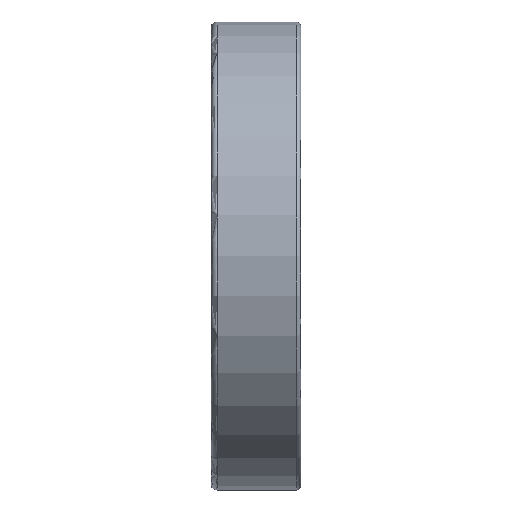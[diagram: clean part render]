
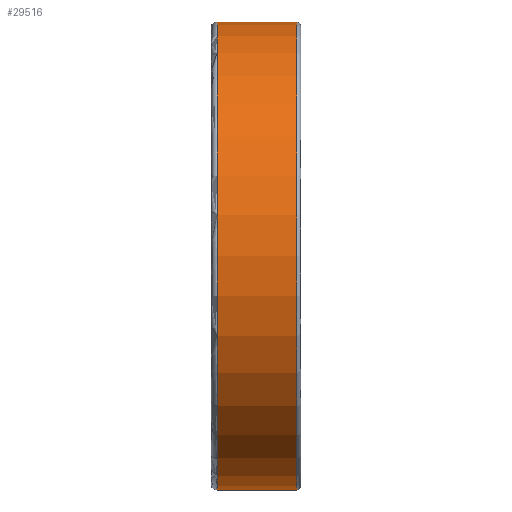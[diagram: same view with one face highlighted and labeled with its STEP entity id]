
A CAD part, top view. The second image highlights one B-rep face of the part: STEP entity #29516.
In plain terms, the highlighted cylindrical face has radius 60 mm (diameter 120 mm), a partial arc.
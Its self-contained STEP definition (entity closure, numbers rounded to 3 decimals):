
#19829=DIRECTION('',(-1.,0.,0.));
#19830=VECTOR('',#19829,20.4);
#19831=CARTESIAN_POINT('',(10.4,60.,0.));
#19832=LINE('',#19831,#19830);
#19836=DIRECTION('',(-1.,0.,0.));
#19837=VECTOR('',#19836,20.4);
#19838=CARTESIAN_POINT('',(10.4,-60.,0.));
#19839=LINE('',#19838,#19837);
#19851=CARTESIAN_POINT('',(10.4,0.,0.));
#19852=DIRECTION('',(1.,0.,0.));
#19853=DIRECTION('',(0.,1.,0.));
#19854=AXIS2_PLACEMENT_3D('',#19851,#19852,#19853);
#19859=CARTESIAN_POINT('',(-10.,0.,0.));
#19860=DIRECTION('',(1.,0.,0.));
#19861=DIRECTION('',(0.,1.,0.));
#19862=AXIS2_PLACEMENT_3D('',#19859,#19860,#19861);
#26600=CARTESIAN_POINT('',(10.4,60.,0.));
#26601=CARTESIAN_POINT('',(-10.,60.,0.));
#26602=VERTEX_POINT('',#26600);
#26603=VERTEX_POINT('',#26601);
#26612=CARTESIAN_POINT('',(10.4,-60.,0.));
#26613=CARTESIAN_POINT('',(-10.,-60.,0.));
#26614=VERTEX_POINT('',#26612);
#26615=VERTEX_POINT('',#26613);
#29504=CARTESIAN_POINT('',(-12.65,0.,0.));
#29505=DIRECTION('',(1.,0.,0.));
#29506=DIRECTION('',(0.,-1.,0.));
#29507=AXIS2_PLACEMENT_3D('',#29504,#29505,#29506);
#29508=CYLINDRICAL_SURFACE('',#29507,60.);
#29509=ORIENTED_EDGE('',*,*,#29494,.F.);
#29510=ORIENTED_EDGE('',*,*,#29471,.T.);
#29511=ORIENTED_EDGE('',*,*,#29498,.T.);
#29513=ORIENTED_EDGE('',*,*,#29512,.F.);
#29514=EDGE_LOOP('',(#29509,#29510,#29511,#29513));
#29515=FACE_OUTER_BOUND('',#29514,.F.);
#19855=CIRCLE('',#19854,60.);
#19863=CIRCLE('',#19862,60.);
#29471=EDGE_CURVE('',#26602,#26614,#19855,.T.);
#29494=EDGE_CURVE('',#26602,#26603,#19832,.T.);
#29498=EDGE_CURVE('',#26614,#26615,#19839,.T.);
#29512=EDGE_CURVE('',#26603,#26615,#19863,.T.);
#29516=ADVANCED_FACE('',(#29515),#29508,.T.);
